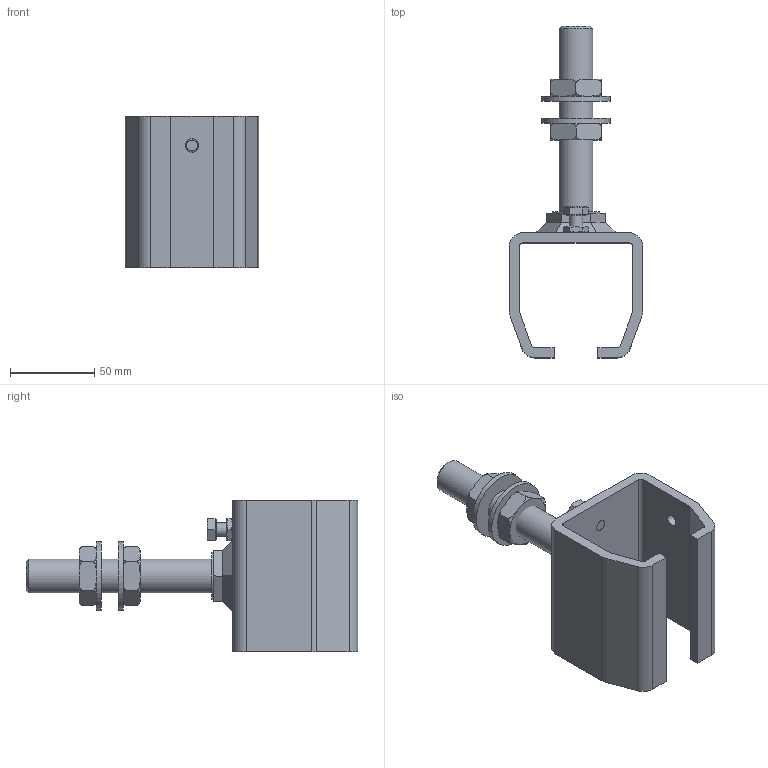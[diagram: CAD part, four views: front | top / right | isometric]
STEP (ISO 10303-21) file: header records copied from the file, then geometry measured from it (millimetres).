
FILE_DESCRIPTION(/* description */ ('Support Tige longue A2'),/* implementation_level */ '2;1');
FILE_NAME(/* name */ '9051LXA2.stp',/* time_stamp */ '2019-08-23T08:41:53+02:00',/* author */ ('Florian'),/* organization */ (''),/* preprocessor_version */ 'ST-DEVELOPER v17.2',/* originating_system */ 'Autodesk Inventor 2019',/* authorisation */ '');
FILE_SCHEMA (('AUTOMOTIVE_DESIGN { 1 0 10303 214 3 1 1 }'));
Length unit declared in the file: millimetre
Products named in the file (9): 9051LXA2; 22298; 22298_1; 22241; 04039; 04023; 09273; 06125; 06033
Assembly tree (10 placements, depth 3):
  9051LXA2
    22298
      22298_1
      22241
      04039
    04023
    09273  x2
    06125  x2
    06033
Bounding box: 79 x 196.5 x 90 mm (x, y, z)
Volume: 191666.4 mm3; surface area: 70124.7 mm2
Topology: 9 solids, 9 shells, 146 faces, 342 edges, 217 vertices
Faces by surface type: plane 79, cylinder 25, torus 24, cone 18
Full cylindrical faces by diameter (mm): 6.647 x3, 8 x1, 11.63 x1, 17.294 x2, 20 x1, 20.1 x2, 28.19 x1, 40.3 x2
Entity records: 4055 total; most frequent: CARTESIAN_POINT 952, DIRECTION 598, ORIENTED_EDGE 580, EDGE_CURVE 290, AXIS2_PLACEMENT_3D 228, VERTEX_POINT 186, LINE 142, VECTOR 142
